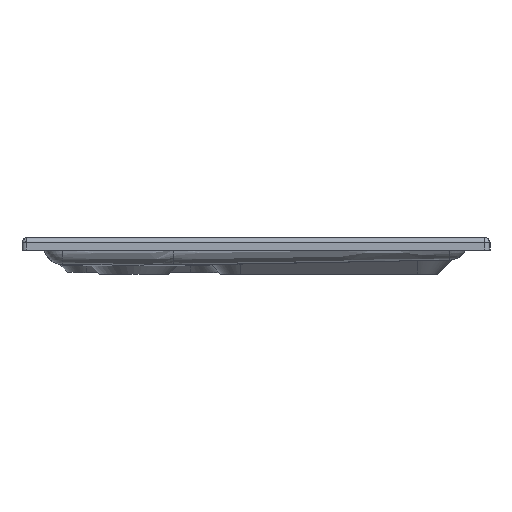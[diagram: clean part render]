
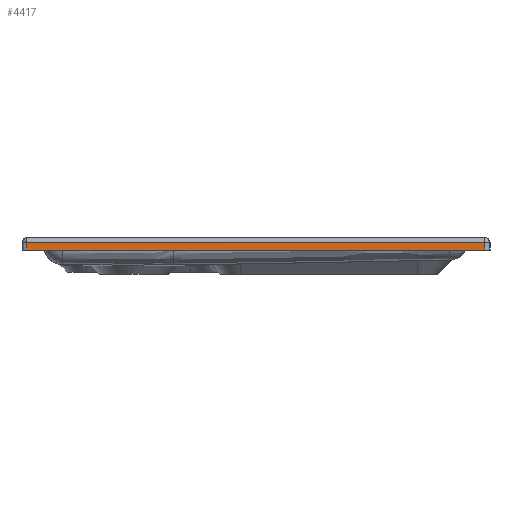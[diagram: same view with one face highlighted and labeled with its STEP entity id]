
A CAD part, left-side view. The second image highlights one B-rep face of the part: STEP entity #4417.
In plain terms, the highlighted face is planar.
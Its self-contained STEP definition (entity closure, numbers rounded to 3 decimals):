
#4071=CARTESIAN_POINT('',(-562.0,180.0,18.5));
#4072=VERTEX_POINT('',#4071);
#4080=CARTESIAN_POINT('',(172.0,180.0,18.5));
#4081=VERTEX_POINT('',#4080);
#4082=CARTESIAN_POINT('',(-562.0,180.0,18.5));
#4083=DIRECTION('',(1.0,0.0,0.0));
#4084=VECTOR('',#4083,734.0);
#4085=LINE('',#4082,#4084);
#4086=EDGE_CURVE('',#4072,#4081,#4085,.T.);
#4387=CARTESIAN_POINT('',(-570.0,180.0,0.0));
#4388=DIRECTION('',(0.0,-1.0,0.0));
#4389=DIRECTION('',(0.0,0.0,-1.0));
#4390=AXIS2_PLACEMENT_3D('',#4387,#4388,#4389);
#4391=PLANE('',#4390);
#4392=ORIENTED_EDGE('',*,*,#4086,.F.);
#4393=CARTESIAN_POINT('',(-562.0,180.0,30.5));
#4394=VERTEX_POINT('',#4393);
#4395=CARTESIAN_POINT('',(-562.0,180.0,18.5));
#4396=DIRECTION('',(0.0,0.0,1.0));
#4397=VECTOR('',#4396,12.0);
#4398=LINE('',#4395,#4397);
#4399=EDGE_CURVE('',#4072,#4394,#4398,.T.);
#4400=ORIENTED_EDGE('',*,*,#4399,.T.);
#4401=CARTESIAN_POINT('',(172.0,180.0,30.5));
#4402=VERTEX_POINT('',#4401);
#4403=CARTESIAN_POINT('',(-562.0,180.0,30.5));
#4404=DIRECTION('',(1.0,0.0,0.0));
#4405=VECTOR('',#4404,734.0);
#4406=LINE('',#4403,#4405);
#4407=EDGE_CURVE('',#4394,#4402,#4406,.T.);
#4408=ORIENTED_EDGE('',*,*,#4407,.T.);
#4409=CARTESIAN_POINT('',(172.0,180.0,18.5));
#4410=DIRECTION('',(0.0,0.0,1.0));
#4411=VECTOR('',#4410,12.0);
#4412=LINE('',#4409,#4411);
#4413=EDGE_CURVE('',#4081,#4402,#4412,.T.);
#4414=ORIENTED_EDGE('',*,*,#4413,.F.);
#4415=EDGE_LOOP('',(#4392,#4400,#4408,#4414));
#4416=FACE_OUTER_BOUND('',#4415,.T.);
#4417=ADVANCED_FACE('',(#4416),#4391,.F.);
